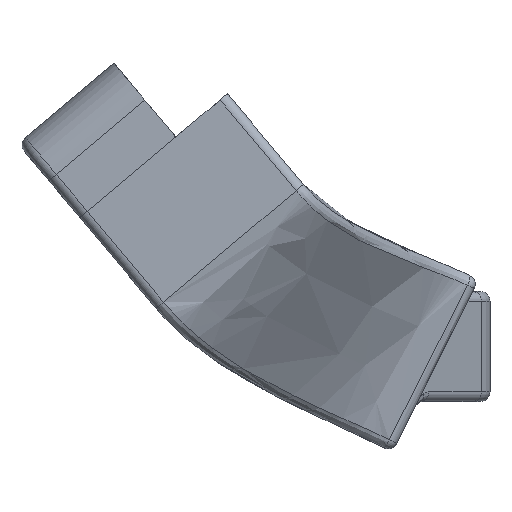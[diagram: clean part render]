
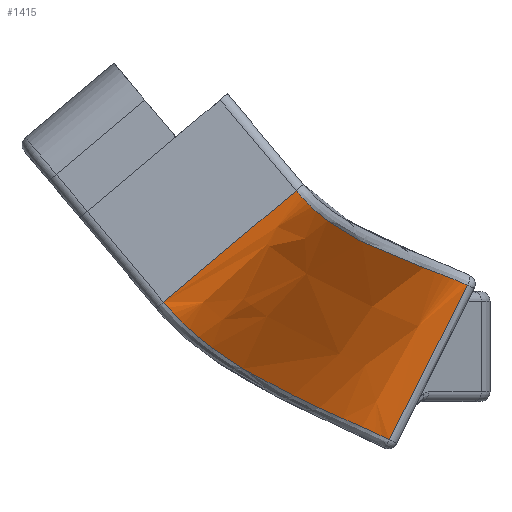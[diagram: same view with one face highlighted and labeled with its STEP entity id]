
A CAD part, left-side view. The second image highlights one B-rep face of the part: STEP entity #1415.
In plain terms, the highlighted free-form (B-spline) face has degree [3, 3] with [4, 4] control points.
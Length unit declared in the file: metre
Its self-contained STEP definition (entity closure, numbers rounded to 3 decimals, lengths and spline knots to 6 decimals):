
#84=B_SPLINE_SURFACE_WITH_KNOTS('',3,3,((#2329,#2330,#2331,#2332),(#2333,
#2334,#2335,#2336),(#2337,#2338,#2339,#2340),(#2341,#2342,#2343,#2344)),
 .UNSPECIFIED.,.F.,.F.,.F.,(4,4),(4,4),(0.038348,0.955437),
(0.023557,1.),.PIECEWISE_BEZIER_KNOTS.);
#120=B_SPLINE_CURVE_WITH_KNOTS('',3,(#2345,#2346,#2347,#2348),
 .UNSPECIFIED.,.F.,.F.,(4,4),(0.,0.008995),
 .UNSPECIFIED.);
#121=B_SPLINE_CURVE_WITH_KNOTS('',3,(#2351,#2352,#2353,#2354,#2355,#2356,
#2357,#2358,#2359,#2360,#2361,#2362,#2363,#2364),.UNSPECIFIED.,.F.,.F.,
(4,1,1,1,1,1,1,1,1,1,1,4),(0.,0.001048,0.002095,
0.00419,0.006285,0.008381,0.010476,
0.012571,0.013618,0.014666,0.015714,
0.016761),.UNSPECIFIED.);
#122=B_SPLINE_CURVE_WITH_KNOTS('',3,(#2365,#2366,#2367,#2368,#2369,#2370,
#2371,#2372,#2373,#2374,#2375,#2376),.UNSPECIFIED.,.F.,.F.,(4,1,1,1,1,1,
1,1,1,4),(0.,0.001185,0.002371,
0.004742,0.007113,0.009484,0.011855,
0.014226,0.016597,0.018968),.UNSPECIFIED.);
#205=LINE('',#2308,#283);
#283=VECTOR('',#1704,1.);
#424=ORIENTED_EDGE('',*,*,#856,.T.);
#425=ORIENTED_EDGE('',*,*,#857,.T.);
#426=ORIENTED_EDGE('',*,*,#844,.T.);
#427=ORIENTED_EDGE('',*,*,#858,.T.);
#844=EDGE_CURVE('',#1060,#1061,#205,.T.);
#856=EDGE_CURVE('',#1067,#1068,#120,.T.);
#857=EDGE_CURVE('',#1068,#1060,#121,.T.);
#858=EDGE_CURVE('',#1061,#1067,#122,.T.);
#1060=VERTEX_POINT('',#2309);
#1061=VERTEX_POINT('',#2310);
#1067=VERTEX_POINT('',#2349);
#1068=VERTEX_POINT('',#2350);
#1192=EDGE_LOOP('',(#424,#425,#426,#427));
#1296=FACE_BOUND('',#1192,.T.);
#1415=ADVANCED_FACE('',(#1296),#84,.T.);
#1704=DIRECTION('',(0.,0.766,-0.643));
#2308=CARTESIAN_POINT('',(0.066025,0.197995,-0.038341));
#2309=CARTESIAN_POINT('',(0.066025,0.194548,-0.035449));
#2310=CARTESIAN_POINT('',(0.066025,0.201442,-0.041234));
#2329=CARTESIAN_POINT('',(0.078311,0.18969,-0.048522));
#2330=CARTESIAN_POINT('',(0.077758,0.193966,-0.046418));
#2331=CARTESIAN_POINT('',(0.066025,0.198606,-0.044795));
#2332=CARTESIAN_POINT('',(0.066025,0.201532,-0.041309));
#2333=CARTESIAN_POINT('',(0.078311,0.188297,-0.0458));
#2334=CARTESIAN_POINT('',(0.077758,0.192222,-0.043877));
#2335=CARTESIAN_POINT('',(0.066025,0.196517,-0.042529));
#2336=CARTESIAN_POINT('',(0.066025,0.19919,-0.039344));
#2337=CARTESIAN_POINT('',(0.078311,0.186906,-0.043078));
#2338=CARTESIAN_POINT('',(0.077758,0.190502,-0.041324));
#2339=CARTESIAN_POINT('',(0.066025,0.194409,-0.040285));
#2340=CARTESIAN_POINT('',(0.066025,0.196848,-0.037379));
#2341=CARTESIAN_POINT('',(0.078311,0.185514,-0.040357));
#2342=CARTESIAN_POINT('',(0.077758,0.188758,-0.038783));
#2343=CARTESIAN_POINT('',(0.066025,0.19232,-0.038019));
#2344=CARTESIAN_POINT('',(0.066025,0.194506,-0.035414));
#2345=CARTESIAN_POINT('',(0.0783,0.189714,-0.048382));
#2346=CARTESIAN_POINT('',(0.078296,0.188364,-0.045704));
#2347=CARTESIAN_POINT('',(0.078292,0.187013,-0.043027));
#2348=CARTESIAN_POINT('',(0.078287,0.185656,-0.040353));
#2349=CARTESIAN_POINT('',(0.0783,0.189714,-0.048382));
#2350=CARTESIAN_POINT('',(0.078287,0.185656,-0.040353));
#2351=CARTESIAN_POINT('',(0.078287,0.185656,-0.040353));
#2352=CARTESIAN_POINT('',(0.07821,0.185968,-0.040212));
#2353=CARTESIAN_POINT('',(0.077882,0.186542,-0.039979));
#2354=CARTESIAN_POINT('',(0.07696,0.187496,-0.039614));
#2355=CARTESIAN_POINT('',(0.0756,0.188473,-0.039252));
#2356=CARTESIAN_POINT('',(0.073878,0.189496,-0.038855));
#2357=CARTESIAN_POINT('',(0.072106,0.190446,-0.038451));
#2358=CARTESIAN_POINT('',(0.070328,0.191364,-0.038005));
#2359=CARTESIAN_POINT('',(0.06887,0.192134,-0.037563));
#2360=CARTESIAN_POINT('',(0.06775,0.192786,-0.037119));
#2361=CARTESIAN_POINT('',(0.066971,0.1933,-0.03672));
#2362=CARTESIAN_POINT('',(0.06628,0.193875,-0.036202));
#2363=CARTESIAN_POINT('',(0.066025,0.194324,-0.035716));
#2364=CARTESIAN_POINT('',(0.066025,0.194548,-0.035449));
#2365=CARTESIAN_POINT('',(0.066025,0.201442,-0.041234));
#2366=CARTESIAN_POINT('',(0.066025,0.201188,-0.041536));
#2367=CARTESIAN_POINT('',(0.066212,0.200658,-0.042119));
#2368=CARTESIAN_POINT('',(0.067028,0.199664,-0.043053));
#2369=CARTESIAN_POINT('',(0.068413,0.198534,-0.043922));
#2370=CARTESIAN_POINT('',(0.070228,0.197259,-0.044742));
#2371=CARTESIAN_POINT('',(0.072103,0.195992,-0.045451));
#2372=CARTESIAN_POINT('',(0.073969,0.19469,-0.046107));
#2373=CARTESIAN_POINT('',(0.075768,0.193295,-0.046758));
#2374=CARTESIAN_POINT('',(0.077402,0.191722,-0.047461));
#2375=CARTESIAN_POINT('',(0.078185,0.190429,-0.048036));
#2376=CARTESIAN_POINT('',(0.0783,0.189714,-0.048382));
